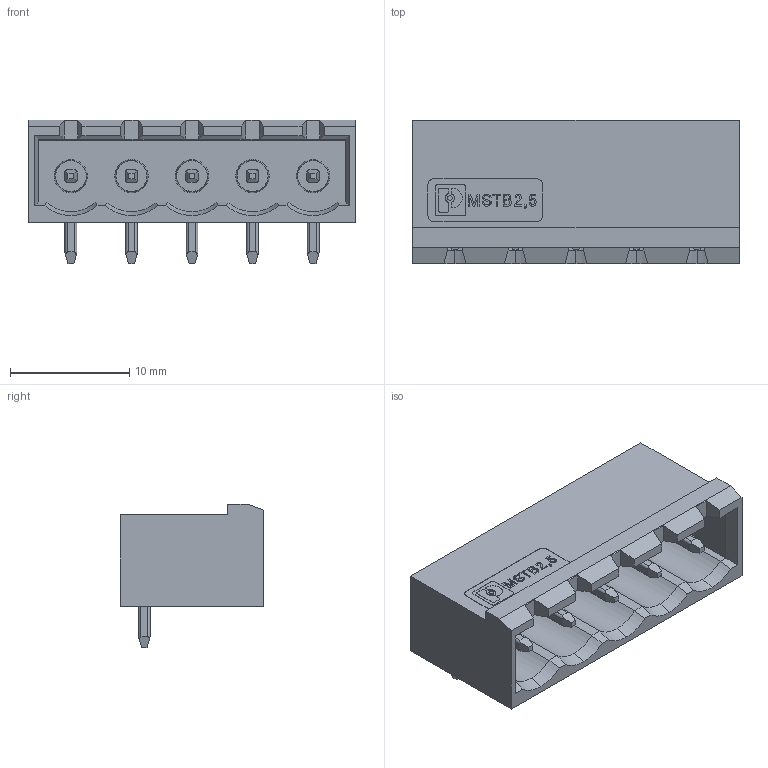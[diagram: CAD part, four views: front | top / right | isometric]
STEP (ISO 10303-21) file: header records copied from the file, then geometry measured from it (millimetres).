
FILE_DESCRIPTION(('STEP AP214'),'1');
FILE_NAME('cctmp_2356FFF3-4AD7-4296-8234-D1E252E79CEB_2023_02_03_15_46_56_0107_5312..stp','2023-02-03T15:46:56',('PHOENIX CONTACT Deutschland GmbH'),('CADClick - www.CADClick.com'),'Spatial InterOp 3D',' ','unknown authorization');
FILE_SCHEMA(('AUTOMOTIVE_DESIGN'));
Length unit declared in the file: millimetre
Products named in the file (7): 2023_02_03_15_46_55_0810; 2023_02_03_15_46_56_0107; 2023_02_03_15_46_56_0091; 2023_02_03_15_46_56_0075; 2023_02_03_15_46_56_0060; 2023_02_03_15_46_56_0044; 2023_02_03_15_46_56_0013
Assembly tree (6 placements, depth 2):
  2023_02_03_15_46_55_0810
    2023_02_03_15_46_56_0107
    2023_02_03_15_46_56_0091
    2023_02_03_15_46_56_0075
    2023_02_03_15_46_56_0060
    2023_02_03_15_46_56_0044
    2023_02_03_15_46_56_0013
Bounding box: 27.4 x 12 x 12.07 mm (x, y, z)
Volume: 1306 mm3; surface area: 2297.3 mm2
Topology: 6 solids, 6 shells, 682 faces, 1899 edges, 1248 vertices
Faces by surface type: plane 481, cylinder 151, bspline 20, cone 20, sphere 10
Entity records: 44159 total; most frequent: CARTESIAN_POINT 17280, ORIENTED_EDGE 3798, DIRECTION 3509, EDGE_CURVE 1899, LINE 1467, VECTOR 1467, STYLED_ITEM 1408, PRESENTATION_STYLE_ASSIGNMENT 1408
